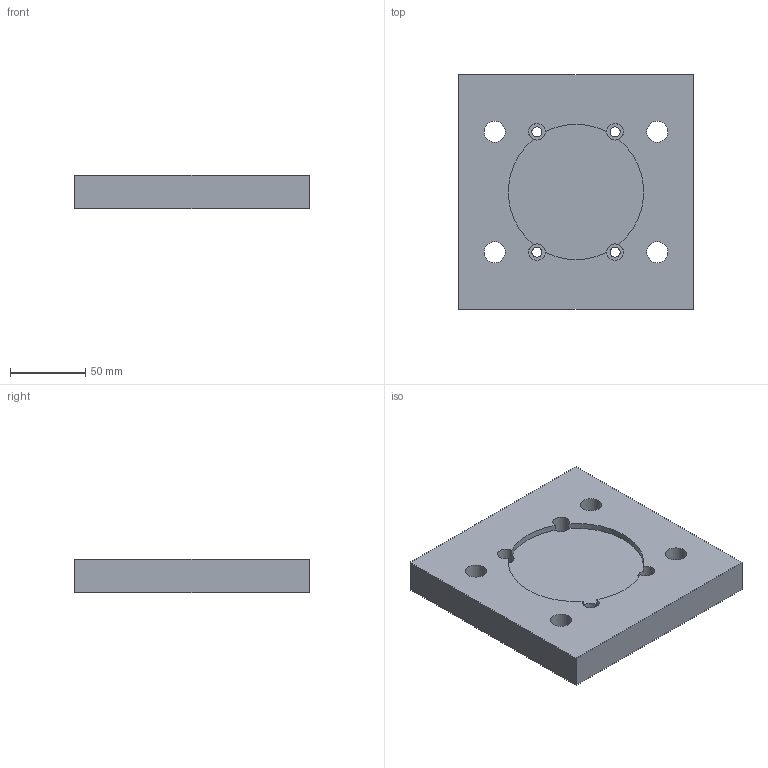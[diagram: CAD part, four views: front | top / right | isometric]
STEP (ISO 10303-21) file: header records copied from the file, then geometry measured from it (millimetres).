
FILE_DESCRIPTION( ( 'Unknown' ), '1' );
FILE_NAME( 'OSD3100x130022_.stp', 'Unknown', ( 'Unknown' ), ( 'Unknown' ), 'XStep 1.0', 'Unknown', ' ' );
FILE_SCHEMA( ( 'CONFIG_CONTROL_DESIGN' ) );
Length unit declared in the file: millimetre
Products named in the file (1): 1
Bounding box: 156 x 156 x 22 mm (x, y, z)
Volume: 490662.5 mm3; surface area: 68080.7 mm2
Topology: 1 solids, 1 shells, 27 faces, 76 edges, 52 vertices
Faces by surface type: cylinder 16, plane 11
Full cylindrical faces by diameter (mm): 6.6 x4, 11 x4, 14 x4
Entity records: 843 total; most frequent: DIRECTION 148, CARTESIAN_POINT 128, ORIENTED_EDGE 112, AXIS2_PLACEMENT_3D 64, EDGE_LOOP 56, EDGE_CURVE 56, VERTEX_POINT 44, FACE_OUTER_BOUND 39
